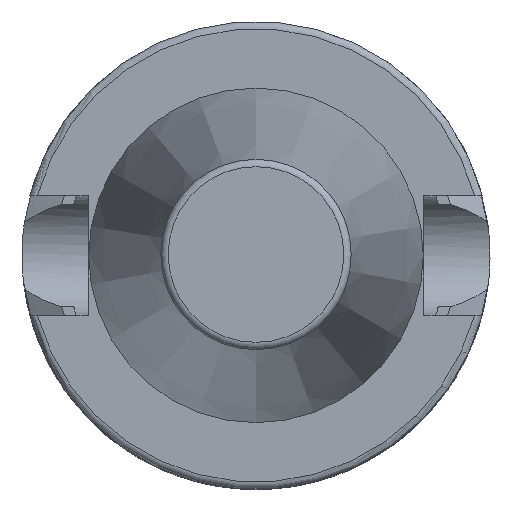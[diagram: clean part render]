
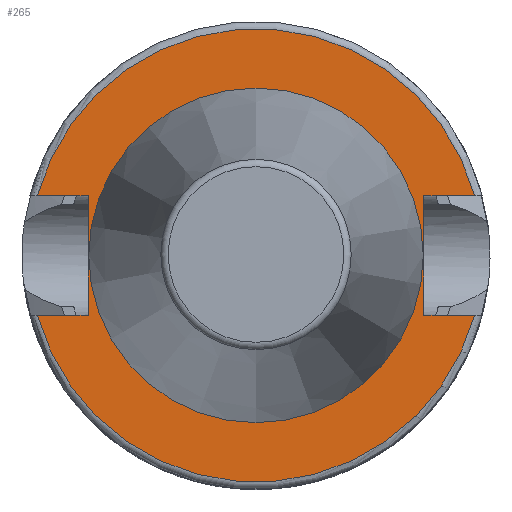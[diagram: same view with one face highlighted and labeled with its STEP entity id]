
A CAD part, top view. The second image highlights one B-rep face of the part: STEP entity #265.
In plain terms, the highlighted planar face has unit normal (0, 0, 1).
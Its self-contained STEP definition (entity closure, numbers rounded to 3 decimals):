
#57=LINE('',#1387,#88);
#59=LINE('',#1397,#90);
#60=LINE('',#1401,#91);
#61=LINE('',#1403,#92);
#62=LINE('',#1405,#93);
#63=LINE('',#1409,#94);
#88=VECTOR('',#1125,1.);
#90=VECTOR('',#1137,1.);
#91=VECTOR('',#1140,1.);
#92=VECTOR('',#1141,1.);
#93=VECTOR('',#1142,1.);
#94=VECTOR('',#1145,1.);
#224=FACE_BOUND('',#395,.T.);
#225=FACE_BOUND('',#396,.T.);
#265=ADVANCED_FACE('',(#224,#225),#298,.T.);
#298=PLANE('',#954);
#395=EDGE_LOOP('',(#497,#498,#499,#500,#501,#502,#503,#504));
#396=EDGE_LOOP('',(#505));
#497=ORIENTED_EDGE('',*,*,#744,.T.);
#498=ORIENTED_EDGE('',*,*,#748,.T.);
#499=ORIENTED_EDGE('',*,*,#749,.F.);
#500=ORIENTED_EDGE('',*,*,#750,.T.);
#501=ORIENTED_EDGE('',*,*,#751,.T.);
#502=ORIENTED_EDGE('',*,*,#752,.T.);
#503=ORIENTED_EDGE('',*,*,#753,.F.);
#504=ORIENTED_EDGE('',*,*,#754,.T.);
#505=ORIENTED_EDGE('',*,*,#755,.F.);
#664=VERTEX_POINT('',#1386);
#665=VERTEX_POINT('',#1388);
#668=VERTEX_POINT('',#1398);
#669=VERTEX_POINT('',#1400);
#670=VERTEX_POINT('',#1402);
#671=VERTEX_POINT('',#1404);
#672=VERTEX_POINT('',#1406);
#673=VERTEX_POINT('',#1408);
#674=VERTEX_POINT('',#1411);
#744=EDGE_CURVE('',#665,#664,#57,.T.);
#748=EDGE_CURVE('',#664,#668,#59,.T.);
#749=EDGE_CURVE('',#669,#668,#836,.T.);
#750=EDGE_CURVE('',#669,#670,#60,.T.);
#751=EDGE_CURVE('',#670,#671,#61,.T.);
#752=EDGE_CURVE('',#671,#672,#62,.T.);
#753=EDGE_CURVE('',#673,#672,#837,.T.);
#754=EDGE_CURVE('',#673,#665,#63,.T.);
#755=EDGE_CURVE('',#674,#674,#838,.T.);
#836=CIRCLE('',#951,30.5);
#837=CIRCLE('',#952,30.5);
#838=CIRCLE('',#953,22.517);
#951=AXIS2_PLACEMENT_3D('',#1399,#1138,#1139);
#952=AXIS2_PLACEMENT_3D('',#1407,#1143,#1144);
#953=AXIS2_PLACEMENT_3D('',#1410,#1146,#1147);
#954=AXIS2_PLACEMENT_3D('',#1412,#1148,#1149);
#1125=DIRECTION('',(0.,1.,0.));
#1137=DIRECTION('',(1.,0.,0.));
#1138=DIRECTION('',(0.,0.,-1.));
#1139=DIRECTION('',(0.,-1.,0.));
#1140=DIRECTION('',(1.,0.,0.));
#1141=DIRECTION('',(0.,-1.,0.));
#1142=DIRECTION('',(-1.,0.,0.));
#1143=DIRECTION('',(0.,0.,-1.));
#1144=DIRECTION('',(0.,-1.,0.));
#1145=DIRECTION('',(-1.,0.,0.));
#1146=DIRECTION('',(0.,0.,1.));
#1147=DIRECTION('',(1.,0.,0.));
#1148=DIRECTION('',(0.,0.,1.));
#1149=DIRECTION('',(0.,1.,0.));
#1386=CARTESIAN_POINT('',(22.6,8.05,-2.));
#1387=CARTESIAN_POINT('',(22.6,0.,-2.));
#1388=CARTESIAN_POINT('',(22.6,-8.05,-2.));
#1397=CARTESIAN_POINT('',(-3.95,8.05,-2.));
#1398=CARTESIAN_POINT('',(29.418,8.05,-2.));
#1399=CARTESIAN_POINT('',(0.,0.,-2.));
#1400=CARTESIAN_POINT('',(-29.418,8.05,-2.));
#1401=CARTESIAN_POINT('',(-26.55,8.05,-2.));
#1402=CARTESIAN_POINT('',(-22.6,8.05,-2.));
#1403=CARTESIAN_POINT('',(-22.6,0.,-2.));
#1404=CARTESIAN_POINT('',(-22.6,-8.05,-2.));
#1405=CARTESIAN_POINT('',(-26.55,-8.05,-2.));
#1406=CARTESIAN_POINT('',(-29.418,-8.05,-2.));
#1407=CARTESIAN_POINT('',(0.,0.,-2.));
#1408=CARTESIAN_POINT('',(29.418,-8.05,-2.));
#1409=CARTESIAN_POINT('',(-3.95,-8.05,-2.));
#1410=CARTESIAN_POINT('',(0.,0.,-2.));
#1411=CARTESIAN_POINT('',(22.517,0.,-2.));
#1412=CARTESIAN_POINT('',(-30.5,0.,-2.));
